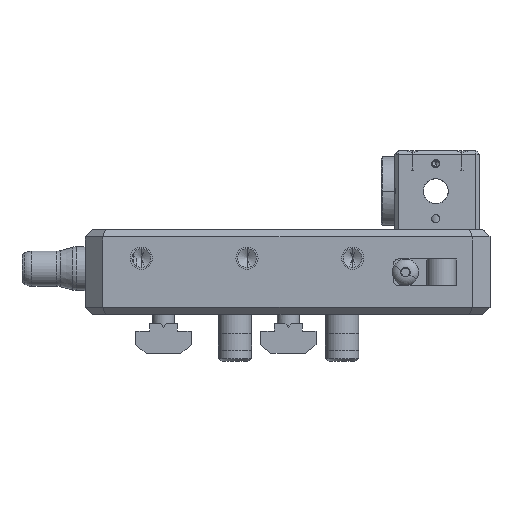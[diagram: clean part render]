
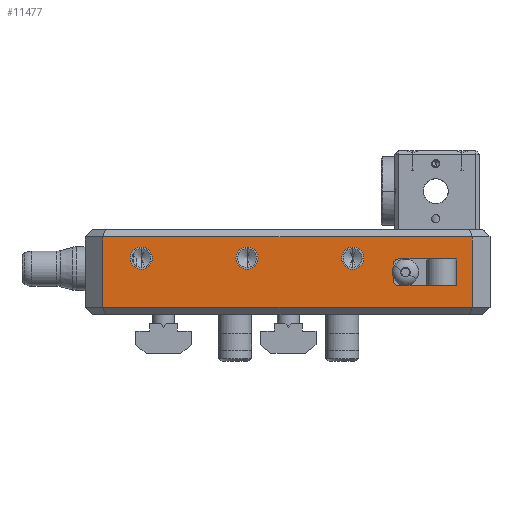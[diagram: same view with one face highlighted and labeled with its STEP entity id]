
A CAD part, left-side view. The second image highlights one B-rep face of the part: STEP entity #11477.
In plain terms, the highlighted planar face has unit normal (-1, 0, 0).
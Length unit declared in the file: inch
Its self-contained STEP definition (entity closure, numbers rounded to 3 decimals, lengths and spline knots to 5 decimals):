
#477 = EDGE_CURVE ( 'NONE', #4943, #6770, #1889, .T. ) ;
#520 = LINE ( 'NONE', #4083, #13799 ) ;
#607 = EDGE_CURVE ( 'NONE', #2612, #4323, #22737, .T. ) ;
#710 = ORIENTED_EDGE ( 'NONE', *, *, #15424, .T. ) ;
#732 = VECTOR ( 'NONE', #10259, 39.37008 ) ;
#736 = DIRECTION ( 'NONE',  ( 0., 0., 1. ) ) ;
#759 = ORIENTED_EDGE ( 'NONE', *, *, #15254, .T. ) ;
#1037 = ORIENTED_EDGE ( 'NONE', *, *, #11691, .F. ) ;
#1103 = EDGE_CURVE ( 'NONE', #4271, #18113, #3425, .T. ) ;
#1157 = AXIS2_PLACEMENT_3D ( 'NONE', #3776, #1997, #14217 ) ;
#1273 = LINE ( 'NONE', #6382, #22345 ) ;
#1354 = CARTESIAN_POINT ( 'NONE',  ( -3.5, -0.5, 0. ) ) ;
#1554 = VECTOR ( 'NONE', #14629, 39.37008 ) ;
#1573 = DIRECTION ( 'NONE',  ( 0., 0., -1. ) ) ;
#1889 = CIRCLE ( 'NONE', #3388, 0.08 ) ;
#1968 = ORIENTED_EDGE ( 'NONE', *, *, #1103, .F. ) ;
#1997 = DIRECTION ( 'NONE',  ( -1., 0., 0. ) ) ;
#2375 = EDGE_CURVE ( 'NONE', #5509, #20964, #22063, .T. ) ;
#2404 = DIRECTION ( 'NONE',  ( -1., 0., 0. ) ) ;
#2489 = EDGE_LOOP ( 'NONE', ( #16730, #759, #19340, #7130, #21533, #11510 ) ) ;
#2497 = VERTEX_POINT ( 'NONE', #15875 ) ;
#2612 = VERTEX_POINT ( 'NONE', #18482 ) ;
#3014 = LINE ( 'NONE', #1354, #732 ) ;
#3191 = ORIENTED_EDGE ( 'NONE', *, *, #2375, .F. ) ;
#3388 = AXIS2_PLACEMENT_3D ( 'NONE', #14301, #21555, #7525 ) ;
#3425 = CIRCLE ( 'NONE', #1157, 0.15748 ) ;
#3776 = CARTESIAN_POINT ( 'NONE',  ( -3.5, 1.2, -0.4 ) ) ;
#4083 = CARTESIAN_POINT ( 'NONE',  ( -3.5, 0.625, -0.7875 ) ) ;
#4225 = CARTESIAN_POINT ( 'NONE',  ( -3.5, 2.7, -0.4 ) ) ;
#4271 = VERTEX_POINT ( 'NONE', #18674 ) ;
#4323 = VERTEX_POINT ( 'NONE', #10207 ) ;
#4448 = CARTESIAN_POINT ( 'NONE',  ( -3.5, 2.7, -0.24252 ) ) ;
#4519 = AXIS2_PLACEMENT_3D ( 'NONE', #23330, #8354, #22860 ) ;
#4693 = FACE_BOUND ( 'NONE', #2489, .T. ) ;
#4728 = ORIENTED_EDGE ( 'NONE', *, *, #21995, .F. ) ;
#4943 = VERTEX_POINT ( 'NONE', #22639 ) ;
#5164 = VERTEX_POINT ( 'NONE', #13443 ) ;
#5509 = VERTEX_POINT ( 'NONE', #14367 ) ;
#5849 = LINE ( 'NONE', #20443, #1554 ) ;
#6333 = DIRECTION ( 'NONE',  ( 0., 0., 1. ) ) ;
#6382 = CARTESIAN_POINT ( 'NONE',  ( -3.5, 5., -1.1 ) ) ;
#6388 = EDGE_CURVE ( 'NONE', #14198, #4323, #6434, .T. ) ;
#6434 = LINE ( 'NONE', #7971, #12794 ) ;
#6564 = CARTESIAN_POINT ( 'NONE',  ( -3.5, -0.0625, -0.7875 ) ) ;
#6766 = VERTEX_POINT ( 'NONE', #21549 ) ;
#6770 = VERTEX_POINT ( 'NONE', #14530 ) ;
#6892 = CARTESIAN_POINT ( 'NONE',  ( -3.5, -0.5, -1.1 ) ) ;
#7130 = ORIENTED_EDGE ( 'NONE', *, *, #6388, .T. ) ;
#7363 = CARTESIAN_POINT ( 'NONE',  ( -3.5, 4.2, -0.4 ) ) ;
#7525 = DIRECTION ( 'NONE',  ( 0., 0., -1. ) ) ;
#7561 = CIRCLE ( 'NONE', #12166, 0.15748 ) ;
#7683 = EDGE_CURVE ( 'NONE', #10315, #14198, #12863, .T. ) ;
#7742 = CARTESIAN_POINT ( 'NONE',  ( -3.5, 4.2, -0.24252 ) ) ;
#7750 = EDGE_CURVE ( 'NONE', #16379, #6766, #3014, .T. ) ;
#7927 = VECTOR ( 'NONE', #22623, 39.37008 ) ;
#7971 = CARTESIAN_POINT ( 'NONE',  ( -3.5, 0.625, -0.4125 ) ) ;
#8166 = CARTESIAN_POINT ( 'NONE',  ( -3.5, 2.7, -0.4 ) ) ;
#8354 = DIRECTION ( 'NONE',  ( 1., 0., 0. ) ) ;
#9354 = CARTESIAN_POINT ( 'NONE',  ( -3.5, 0.545, -0.4125 ) ) ;
#9933 = EDGE_CURVE ( 'NONE', #2497, #16379, #1273, .T. ) ;
#10017 = ORIENTED_EDGE ( 'NONE', *, *, #22843, .T. ) ;
#10044 = FACE_BOUND ( 'NONE', #18412, .T. ) ;
#10084 = EDGE_LOOP ( 'NONE', ( #4728, #1968 ) ) ;
#10201 = ORIENTED_EDGE ( 'NONE', *, *, #9933, .T. ) ;
#10207 = CARTESIAN_POINT ( 'NONE',  ( -3.5, -0.0625, -0.4125 ) ) ;
#10259 = DIRECTION ( 'NONE',  ( 0., 0., 1. ) ) ;
#10315 = VERTEX_POINT ( 'NONE', #11584 ) ;
#10504 = AXIS2_PLACEMENT_3D ( 'NONE', #7363, #16393, #19600 ) ;
#10628 = VERTEX_POINT ( 'NONE', #19358 ) ;
#10747 = EDGE_LOOP ( 'NONE', ( #710, #10201, #18840, #10017 ) ) ;
#11436 = AXIS2_PLACEMENT_3D ( 'NONE', #8166, #20990, #19094 ) ;
#11477 = ADVANCED_FACE ( 'NONE', ( #12059, #15385, #13602, #10044, #4693 ), #22989, .F. ) ;
#11510 = ORIENTED_EDGE ( 'NONE', *, *, #12028, .F. ) ;
#11584 = CARTESIAN_POINT ( 'NONE',  ( -3.5, 0.625, -0.4925 ) ) ;
#11691 = EDGE_CURVE ( 'NONE', #10628, #16330, #7561, .T. ) ;
#11944 = DIRECTION ( 'NONE',  ( 1., 0., 0. ) ) ;
#11992 = CIRCLE ( 'NONE', #18050, 0.15748 ) ;
#12028 = EDGE_CURVE ( 'NONE', #4943, #2612, #5849, .T. ) ;
#12031 = CIRCLE ( 'NONE', #10504, 0.15748 ) ;
#12059 = FACE_OUTER_BOUND ( 'NONE', #10747, .T. ) ;
#12166 = AXIS2_PLACEMENT_3D ( 'NONE', #22025, #19274, #6333 ) ;
#12794 = VECTOR ( 'NONE', #15226, 39.37008 ) ;
#12863 = CIRCLE ( 'NONE', #4519, 0.08 ) ;
#13346 = DIRECTION ( 'NONE',  ( 0., 0., 1. ) ) ;
#13397 = EDGE_LOOP ( 'NONE', ( #18043, #3191 ) ) ;
#13443 = CARTESIAN_POINT ( 'NONE',  ( -3.5, 4.75, -0.1 ) ) ;
#13602 = FACE_BOUND ( 'NONE', #13397, .T. ) ;
#13799 = VECTOR ( 'NONE', #13346, 39.37008 ) ;
#13952 = CARTESIAN_POINT ( 'NONE',  ( -3.5, 4.75, -0.1 ) ) ;
#14198 = VERTEX_POINT ( 'NONE', #9354 ) ;
#14217 = DIRECTION ( 'NONE',  ( 0., 0., 1. ) ) ;
#14301 = CARTESIAN_POINT ( 'NONE',  ( -3.5, 0.545, -0.7075 ) ) ;
#14367 = CARTESIAN_POINT ( 'NONE',  ( -3.5, 2.7, -0.55748 ) ) ;
#14385 = LINE ( 'NONE', #23430, #23341 ) ;
#14530 = CARTESIAN_POINT ( 'NONE',  ( -3.5, 0.625, -0.7075 ) ) ;
#14629 = DIRECTION ( 'NONE',  ( 0., -1., 0. ) ) ;
#14771 = EDGE_CURVE ( 'NONE', #20964, #5509, #11992, .T. ) ;
#14804 = AXIS2_PLACEMENT_3D ( 'NONE', #17288, #11944, #19296 ) ;
#14871 = CARTESIAN_POINT ( 'NONE',  ( -3.5, 1.2, -0.4 ) ) ;
#15144 = DIRECTION ( 'NONE',  ( 0., 0., 1. ) ) ;
#15226 = DIRECTION ( 'NONE',  ( 0., -1., 0. ) ) ;
#15254 = EDGE_CURVE ( 'NONE', #6770, #10315, #520, .T. ) ;
#15385 = FACE_BOUND ( 'NONE', #10084, .T. ) ;
#15424 = EDGE_CURVE ( 'NONE', #5164, #2497, #14385, .T. ) ;
#15875 = CARTESIAN_POINT ( 'NONE',  ( -3.5, 4.75, -1.1 ) ) ;
#16330 = VERTEX_POINT ( 'NONE', #7742 ) ;
#16379 = VERTEX_POINT ( 'NONE', #6892 ) ;
#16393 = DIRECTION ( 'NONE',  ( -1., 0., 0. ) ) ;
#16730 = ORIENTED_EDGE ( 'NONE', *, *, #477, .T. ) ;
#17286 = AXIS2_PLACEMENT_3D ( 'NONE', #14871, #2404, #736 ) ;
#17288 = CARTESIAN_POINT ( 'NONE',  ( -3.5, 5., 0. ) ) ;
#18043 = ORIENTED_EDGE ( 'NONE', *, *, #14771, .F. ) ;
#18050 = AXIS2_PLACEMENT_3D ( 'NONE', #4225, #22523, #15144 ) ;
#18113 = VERTEX_POINT ( 'NONE', #18275 ) ;
#18275 = CARTESIAN_POINT ( 'NONE',  ( -3.5, 1.2, -0.24252 ) ) ;
#18412 = EDGE_LOOP ( 'NONE', ( #19279, #1037 ) ) ;
#18482 = CARTESIAN_POINT ( 'NONE',  ( -3.5, -0.0625, -0.7875 ) ) ;
#18674 = CARTESIAN_POINT ( 'NONE',  ( -3.5, 1.2, -0.55748 ) ) ;
#18802 = CIRCLE ( 'NONE', #17286, 0.15748 ) ;
#18840 = ORIENTED_EDGE ( 'NONE', *, *, #7750, .T. ) ;
#19094 = DIRECTION ( 'NONE',  ( 0., 0., 1. ) ) ;
#19274 = DIRECTION ( 'NONE',  ( -1., 0., 0. ) ) ;
#19279 = ORIENTED_EDGE ( 'NONE', *, *, #23139, .F. ) ;
#19296 = DIRECTION ( 'NONE',  ( 0., 1., 0. ) ) ;
#19340 = ORIENTED_EDGE ( 'NONE', *, *, #7683, .T. ) ;
#19358 = CARTESIAN_POINT ( 'NONE',  ( -3.5, 4.2, -0.55748 ) ) ;
#19600 = DIRECTION ( 'NONE',  ( 0., 0., 1. ) ) ;
#19652 = LINE ( 'NONE', #13952, #23401 ) ;
#20443 = CARTESIAN_POINT ( 'NONE',  ( -3.5, 0.625, -0.7875 ) ) ;
#20876 = DIRECTION ( 'NONE',  ( 0., -1., 0. ) ) ;
#20964 = VERTEX_POINT ( 'NONE', #4448 ) ;
#20990 = DIRECTION ( 'NONE',  ( -1., 0., 0. ) ) ;
#21441 = DIRECTION ( 'NONE',  ( 0., 1., 0. ) ) ;
#21533 = ORIENTED_EDGE ( 'NONE', *, *, #607, .F. ) ;
#21549 = CARTESIAN_POINT ( 'NONE',  ( -3.5, -0.5, -0.1 ) ) ;
#21555 = DIRECTION ( 'NONE',  ( 1., 0., 0. ) ) ;
#21995 = EDGE_CURVE ( 'NONE', #18113, #4271, #18802, .T. ) ;
#22025 = CARTESIAN_POINT ( 'NONE',  ( -3.5, 4.2, -0.4 ) ) ;
#22063 = CIRCLE ( 'NONE', #11436, 0.15748 ) ;
#22345 = VECTOR ( 'NONE', #20876, 39.37008 ) ;
#22523 = DIRECTION ( 'NONE',  ( -1., 0., 0. ) ) ;
#22623 = DIRECTION ( 'NONE',  ( 0., 0., 1. ) ) ;
#22639 = CARTESIAN_POINT ( 'NONE',  ( -3.5, 0.545, -0.7875 ) ) ;
#22737 = LINE ( 'NONE', #6564, #7927 ) ;
#22843 = EDGE_CURVE ( 'NONE', #6766, #5164, #19652, .T. ) ;
#22860 = DIRECTION ( 'NONE',  ( 0., 0., -1. ) ) ;
#22989 = PLANE ( 'NONE',  #14804 ) ;
#23139 = EDGE_CURVE ( 'NONE', #16330, #10628, #12031, .T. ) ;
#23330 = CARTESIAN_POINT ( 'NONE',  ( -3.5, 0.545, -0.4925 ) ) ;
#23341 = VECTOR ( 'NONE', #1573, 39.37008 ) ;
#23401 = VECTOR ( 'NONE', #21441, 39.37008 ) ;
#23430 = CARTESIAN_POINT ( 'NONE',  ( -3.5, 4.75, 0. ) ) ;
